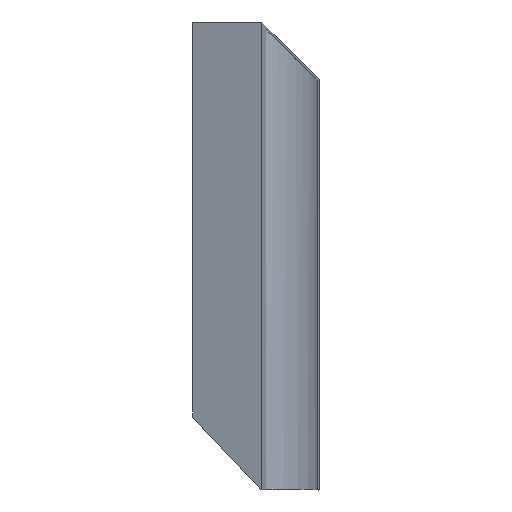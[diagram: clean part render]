
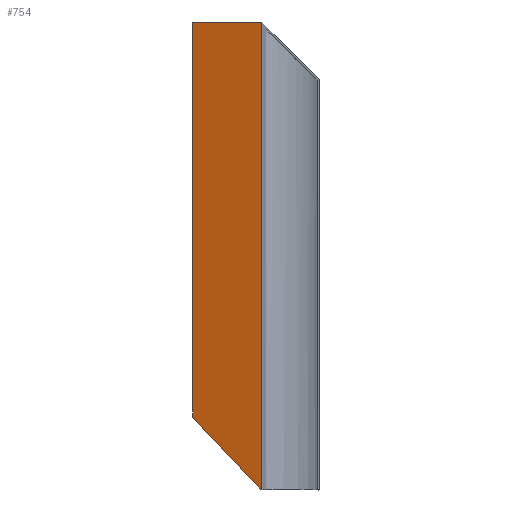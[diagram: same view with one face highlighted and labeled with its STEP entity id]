
A CAD part, top view. The second image highlights one B-rep face of the part: STEP entity #754.
In plain terms, the highlighted planar face has unit normal (-0.342, 0, 0.94).
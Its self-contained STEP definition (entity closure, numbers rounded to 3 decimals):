
#53=FACE_OUTER_BOUND('',#90,.T.);
#90=EDGE_LOOP('',(#674,#675,#676,#677,#678));
#94=LINE('',#1000,#197);
#134=LINE('',#1081,#237);
#187=LINE('',#1189,#290);
#193=LINE('',#1198,#296);
#194=LINE('',#1203,#297);
#197=VECTOR('',#815,10.);
#237=VECTOR('',#865,10.);
#290=VECTOR('',#972,10.);
#296=VECTOR('',#980,10.);
#297=VECTOR('',#989,10.);
#300=VERTEX_POINT('',#997);
#301=VERTEX_POINT('',#999);
#337=VERTEX_POINT('',#1079);
#364=VERTEX_POINT('',#1187);
#365=VERTEX_POINT('',#1188);
#370=EDGE_CURVE('',#301,#300,#94,.T.);
#411=EDGE_CURVE('',#337,#300,#134,.T.);
#464=EDGE_CURVE('',#364,#365,#187,.T.);
#470=EDGE_CURVE('',#364,#337,#193,.T.);
#472=EDGE_CURVE('',#365,#301,#194,.T.);
#674=ORIENTED_EDGE('',*,*,#370,.T.);
#675=ORIENTED_EDGE('',*,*,#411,.F.);
#676=ORIENTED_EDGE('',*,*,#470,.F.);
#677=ORIENTED_EDGE('',*,*,#464,.T.);
#678=ORIENTED_EDGE('',*,*,#472,.T.);
#717=PLANE('',#807);
#754=ADVANCED_FACE('',(#53),#717,.F.);
#807=AXIS2_PLACEMENT_3D('',#1202,#987,#988);
#815=DIRECTION('',(0.664,-0.707,0.242));
#865=DIRECTION('',(-0.94,0.,-0.342));
#972=DIRECTION('',(-0.94,0.,-0.342));
#980=DIRECTION('',(0.,-1.,0.));
#987=DIRECTION('center_axis',(0.342,0.,-0.94));
#988=DIRECTION('ref_axis',(0.685,-0.685,0.249));
#989=DIRECTION('',(0.,-1.,0.));
#997=CARTESIAN_POINT('',(-385.295,165.2,-22.21));
#999=CARTESIAN_POINT('',(-391.873,172.2,-24.604));
#1000=CARTESIAN_POINT('',(-400.723,181.618,-27.826));
#1079=CARTESIAN_POINT('',(-385.201,165.2,-22.176));
#1081=CARTESIAN_POINT('',(-306.393,165.2,6.508));
#1187=CARTESIAN_POINT('',(-385.201,210.201,-22.176));
#1188=CARTESIAN_POINT('',(-391.873,210.201,-24.604));
#1189=CARTESIAN_POINT('',(-390.205,210.201,-23.997));
#1198=CARTESIAN_POINT('',(-385.201,210.201,-22.176));
#1202=CARTESIAN_POINT('Origin',(-391.873,216.873,-24.604));
#1203=CARTESIAN_POINT('',(-391.873,216.873,-24.604));
